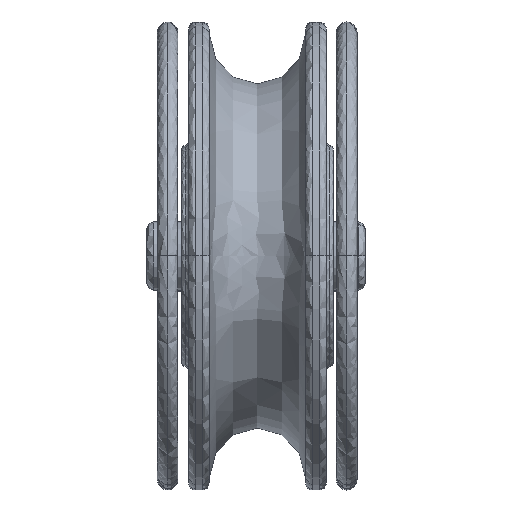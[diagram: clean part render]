
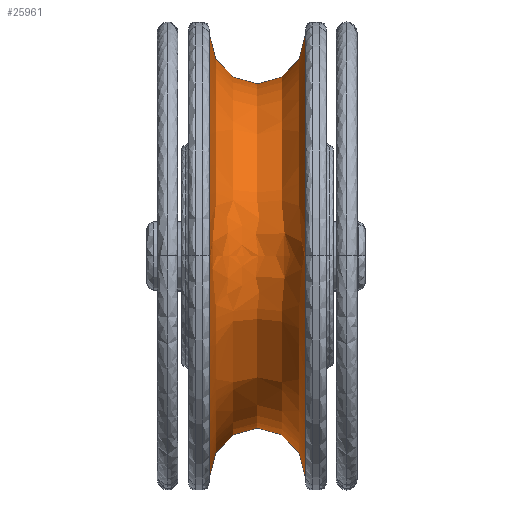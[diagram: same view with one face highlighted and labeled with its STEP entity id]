
A CAD part, top view. The second image highlights one B-rep face of the part: STEP entity #25961.
In plain terms, the highlighted free-form (B-spline) face has degree [2, 2] with [7, 9] control points.
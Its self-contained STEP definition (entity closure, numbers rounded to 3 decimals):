
#25943 = EDGE_CURVE('',#25944,#25944,#25946,.T.);
#25944 = VERTEX_POINT('',#25945);
#25945 = CARTESIAN_POINT('',(733.283,-14895.206,
    817.166));
#25946 = ( BOUNDED_CURVE() B_SPLINE_CURVE(2,(#25947,#25948,#25949,#25950
    ,#25951,#25952,#25953,#25954,#25955),.UNSPECIFIED.,.T.,.F.) 
B_SPLINE_CURVE_WITH_KNOTS((3,2,2,2,3),(270.,360.,450.,540.,630.),
.PIECEWISE_BEZIER_KNOTS.) CURVE() GEOMETRIC_REPRESENTATION_ITEM() 
RATIONAL_B_SPLINE_CURVE((1.,0.707,1.,0.707,1.,
0.707,1.,0.707,1.)) REPRESENTATION_ITEM('') );
#25947 = CARTESIAN_POINT('',(733.283,-14895.206,
    817.166));
#25948 = CARTESIAN_POINT('',(733.283,-14851.242,
    817.166));
#25949 = CARTESIAN_POINT('',(733.283,-14851.242,
    773.201));
#25950 = CARTESIAN_POINT('',(733.283,-14851.242,
    729.237));
#25951 = CARTESIAN_POINT('',(733.283,-14895.206,
    729.237));
#25952 = CARTESIAN_POINT('',(733.283,-14939.17,
    729.237));
#25953 = CARTESIAN_POINT('',(733.283,-14939.17,
    773.201));
#25954 = CARTESIAN_POINT('',(733.283,-14939.17,
    817.166));
#25955 = CARTESIAN_POINT('',(733.283,-14895.206,
    817.166));
#25961 = ADVANCED_FACE('',(#25962),#25990,.F.);
#25962 = FACE_BOUND('',#25963,.F.);
#25963 = EDGE_LOOP('',(#25964,#25978,#25988,#25989));
#25964 = ORIENTED_EDGE('',*,*,#25965,.T.);
#25965 = EDGE_CURVE('',#25966,#25966,#25968,.T.);
#25966 = VERTEX_POINT('',#25967);
#25967 = CARTESIAN_POINT('',(714.241,-14895.206,
    817.156));
#25968 = ( BOUNDED_CURVE() B_SPLINE_CURVE(2,(#25969,#25970,#25971,#25972
    ,#25973,#25974,#25975,#25976,#25977),.UNSPECIFIED.,.T.,.F.) 
B_SPLINE_CURVE_WITH_KNOTS((3,2,2,2,3),(270.,360.,450.,540.,630.),
.PIECEWISE_BEZIER_KNOTS.) CURVE() GEOMETRIC_REPRESENTATION_ITEM() 
RATIONAL_B_SPLINE_CURVE((1.,0.707,1.,0.707,1.,
0.707,1.,0.707,1.)) REPRESENTATION_ITEM('') );
#25969 = CARTESIAN_POINT('',(714.241,-14895.206,
    817.156));
#25970 = CARTESIAN_POINT('',(714.241,-14851.251,
    817.156));
#25971 = CARTESIAN_POINT('',(714.241,-14851.251,
    773.201));
#25972 = CARTESIAN_POINT('',(714.241,-14851.251,
    729.247));
#25973 = CARTESIAN_POINT('',(714.241,-14895.206,
    729.247));
#25974 = CARTESIAN_POINT('',(714.241,-14939.161,
    729.247));
#25975 = CARTESIAN_POINT('',(714.241,-14939.161,
    773.201));
#25976 = CARTESIAN_POINT('',(714.241,-14939.161,
    817.156));
#25977 = CARTESIAN_POINT('',(714.241,-14895.206,
    817.156));
#25978 = ORIENTED_EDGE('',*,*,#25979,.T.);
#25979 = EDGE_CURVE('',#25966,#25944,#25980,.T.);
#25980 = ( BOUNDED_CURVE() B_SPLINE_CURVE(2,(#25981,#25982,#25983,#25984
    ,#25985,#25986,#25987),.UNSPECIFIED.,.F.,.F.) 
B_SPLINE_CURVE_WITH_KNOTS((3,2,2,3),(89.152,149.474,
209.796,270.118),.UNSPECIFIED.) CURVE() 
GEOMETRIC_REPRESENTATION_ITEM() RATIONAL_B_SPLINE_CURVE((1.,
    0.865,1.,0.865,1.,0.865,1.)) 
REPRESENTATION_ITEM('') );
#25981 = CARTESIAN_POINT('',(714.241,-14895.206,
    817.156));
#25982 = CARTESIAN_POINT('',(714.2,-14895.206,
    811.409));
#25983 = CARTESIAN_POINT('',(718.987,-14895.206,
    808.524));
#25984 = CARTESIAN_POINT('',(723.773,-14895.206,
    805.639));
#25985 = CARTESIAN_POINT('',(728.554,-14895.206,
    808.529));
#25986 = CARTESIAN_POINT('',(733.335,-14895.206,
    811.419));
#25987 = CARTESIAN_POINT('',(733.283,-14895.206,
    817.166));
#25988 = ORIENTED_EDGE('',*,*,#25943,.F.);
#25989 = ORIENTED_EDGE('',*,*,#25979,.F.);
#25990 = ( BOUNDED_SURFACE() B_SPLINE_SURFACE(2,2,(
    (#25991,#25992,#25993,#25994,#25995,#25996,#25997,#25998,#25999)
    ,(#26000,#26001,#26002,#26003,#26004,#26005,#26006,#26007,#26008)
    ,(#26009,#26010,#26011,#26012,#26013,#26014,#26015,#26016,#26017)
    ,(#26018,#26019,#26020,#26021,#26022,#26023,#26024,#26025,#26026)
    ,(#26027,#26028,#26029,#26030,#26031,#26032,#26033,#26034,#26035)
    ,(#26036,#26037,#26038,#26039,#26040,#26041,#26042,#26043,#26044)
    ,(#26045,#26046,#26047,#26048,#26049,#26050,#26051,#26052,#26053
)),.UNSPECIFIED.,.F.,.T.,.F.) B_SPLINE_SURFACE_WITH_KNOTS((3,2,2,3),(1,2
    ,2,2,2,2,1),(1.556,2.609,3.662,
    4.714),(-1.571,0.,1.571,3.142,
    4.712,6.283,7.854),.UNSPECIFIED.) 
GEOMETRIC_REPRESENTATION_ITEM() RATIONAL_B_SPLINE_SURFACE((
    (1.,0.707,1.,0.707,1.,0.707,1.
      ,0.707,1.)
    ,(0.865,0.611,0.865,0.611
      ,0.865,0.611,0.865,0.611
      ,0.865)
    ,(1.,0.707,1.,0.707,1.,0.707,1.
      ,0.707,1.)
    ,(0.865,0.611,0.865,0.611
      ,0.865,0.611,0.865,0.611
      ,0.865)
    ,(1.,0.707,1.,0.707,1.,0.707,1.
      ,0.707,1.)
    ,(0.865,0.611,0.865,0.611
      ,0.865,0.611,0.865,0.611
      ,0.865)
    ,(1.,0.707,1.,0.707,1.,0.707,1.
,0.707,1.))) REPRESENTATION_ITEM('') SURFACE() );
#25991 = CARTESIAN_POINT('',(733.283,-14895.206,
    817.166));
#25992 = CARTESIAN_POINT('',(733.283,-14851.242,
    817.166));
#25993 = CARTESIAN_POINT('',(733.283,-14851.242,
    773.201));
#25994 = CARTESIAN_POINT('',(733.283,-14851.242,
    729.237));
#25995 = CARTESIAN_POINT('',(733.283,-14895.206,
    729.237));
#25996 = CARTESIAN_POINT('',(733.283,-14939.17,
    729.237));
#25997 = CARTESIAN_POINT('',(733.283,-14939.17,
    773.201));
#25998 = CARTESIAN_POINT('',(733.283,-14939.17,
    817.166));
#25999 = CARTESIAN_POINT('',(733.283,-14895.206,
    817.166));
#26000 = CARTESIAN_POINT('',(733.335,-14895.206,
    811.419));
#26001 = CARTESIAN_POINT('',(733.335,-14856.988,
    811.419));
#26002 = CARTESIAN_POINT('',(733.335,-14856.988,
    773.201));
#26003 = CARTESIAN_POINT('',(733.335,-14856.988,
    734.984));
#26004 = CARTESIAN_POINT('',(733.335,-14895.206,
    734.984));
#26005 = CARTESIAN_POINT('',(733.335,-14933.423,
    734.984));
#26006 = CARTESIAN_POINT('',(733.335,-14933.423,
    773.201));
#26007 = CARTESIAN_POINT('',(733.335,-14933.423,
    811.419));
#26008 = CARTESIAN_POINT('',(733.335,-14895.206,
    811.419));
#26009 = CARTESIAN_POINT('',(728.554,-14895.206,
    808.529));
#26010 = CARTESIAN_POINT('',(728.554,-14859.878,
    808.529));
#26011 = CARTESIAN_POINT('',(728.554,-14859.878,
    773.201));
#26012 = CARTESIAN_POINT('',(728.554,-14859.878,
    737.874));
#26013 = CARTESIAN_POINT('',(728.554,-14895.206,
    737.874));
#26014 = CARTESIAN_POINT('',(728.554,-14930.534,
    737.874));
#26015 = CARTESIAN_POINT('',(728.554,-14930.534,
    773.201));
#26016 = CARTESIAN_POINT('',(728.554,-14930.534,
    808.529));
#26017 = CARTESIAN_POINT('',(728.554,-14895.206,
    808.529));
#26018 = CARTESIAN_POINT('',(723.773,-14895.206,
    805.639));
#26019 = CARTESIAN_POINT('',(723.773,-14862.768,
    805.639));
#26020 = CARTESIAN_POINT('',(723.773,-14862.768,
    773.201));
#26021 = CARTESIAN_POINT('',(723.773,-14862.768,
    740.764));
#26022 = CARTESIAN_POINT('',(723.773,-14895.206,
    740.764));
#26023 = CARTESIAN_POINT('',(723.773,-14927.644,
    740.764));
#26024 = CARTESIAN_POINT('',(723.773,-14927.644,
    773.201));
#26025 = CARTESIAN_POINT('',(723.773,-14927.644,
    805.639));
#26026 = CARTESIAN_POINT('',(723.773,-14895.206,
    805.639));
#26027 = CARTESIAN_POINT('',(718.987,-14895.206,
    808.524));
#26028 = CARTESIAN_POINT('',(718.987,-14859.883,
    808.524));
#26029 = CARTESIAN_POINT('',(718.987,-14859.883,
    773.201));
#26030 = CARTESIAN_POINT('',(718.987,-14859.883,
    737.879));
#26031 = CARTESIAN_POINT('',(718.987,-14895.206,
    737.879));
#26032 = CARTESIAN_POINT('',(718.987,-14930.529,
    737.879));
#26033 = CARTESIAN_POINT('',(718.987,-14930.529,
    773.201));
#26034 = CARTESIAN_POINT('',(718.987,-14930.529,
    808.524));
#26035 = CARTESIAN_POINT('',(718.987,-14895.206,
    808.524));
#26036 = CARTESIAN_POINT('',(714.2,-14895.206,
    811.409));
#26037 = CARTESIAN_POINT('',(714.2,-14856.998,
    811.409));
#26038 = CARTESIAN_POINT('',(714.2,-14856.998,
    773.201));
#26039 = CARTESIAN_POINT('',(714.2,-14856.998,
    734.994));
#26040 = CARTESIAN_POINT('',(714.2,-14895.206,
    734.994));
#26041 = CARTESIAN_POINT('',(714.2,-14933.414,
    734.994));
#26042 = CARTESIAN_POINT('',(714.2,-14933.414,
    773.201));
#26043 = CARTESIAN_POINT('',(714.2,-14933.414,
    811.409));
#26044 = CARTESIAN_POINT('',(714.2,-14895.206,
    811.409));
#26045 = CARTESIAN_POINT('',(714.241,-14895.206,
    817.156));
#26046 = CARTESIAN_POINT('',(714.241,-14851.251,
    817.156));
#26047 = CARTESIAN_POINT('',(714.241,-14851.251,
    773.201));
#26048 = CARTESIAN_POINT('',(714.241,-14851.251,
    729.247));
#26049 = CARTESIAN_POINT('',(714.241,-14895.206,
    729.247));
#26050 = CARTESIAN_POINT('',(714.241,-14939.161,
    729.247));
#26051 = CARTESIAN_POINT('',(714.241,-14939.161,
    773.201));
#26052 = CARTESIAN_POINT('',(714.241,-14939.161,
    817.156));
#26053 = CARTESIAN_POINT('',(714.241,-14895.206,
    817.156));
